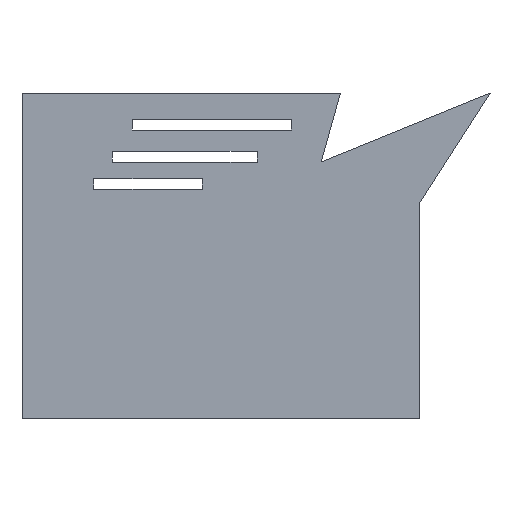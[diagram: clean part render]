
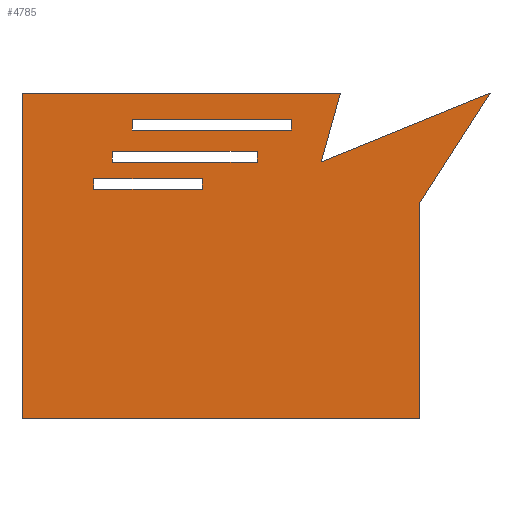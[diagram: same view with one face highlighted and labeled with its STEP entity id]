
A CAD part, left-side view. The second image highlights one B-rep face of the part: STEP entity #4785.
In plain terms, the highlighted face is planar.
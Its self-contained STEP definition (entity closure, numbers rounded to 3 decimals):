
#4457=CARTESIAN_POINT('Line Origine',(5.,-465.591,23.257)) ;
#4461=CARTESIAN_POINT('Vertex',(5.,-685.591,23.257)) ;
#4463=CARTESIAN_POINT('Vertex',(5.,-245.591,23.257)) ;
#4497=CARTESIAN_POINT('Line Origine',(5.,-258.728,-24.211)) ;
#4501=CARTESIAN_POINT('Vertex',(5.,-271.866,-71.679)) ;
#4528=CARTESIAN_POINT('Line Origine',(5.,-155.29,-24.211)) ;
#4532=CARTESIAN_POINT('Vertex',(5.,-38.713,23.257)) ;
#4559=CARTESIAN_POINT('Line Origine',(5.,-87.152,-52.266)) ;
#4563=CARTESIAN_POINT('Vertex',(5.,-135.591,-127.788)) ;
#4590=CARTESIAN_POINT('Line Origine',(5.,-135.591,-277.266)) ;
#4594=CARTESIAN_POINT('Vertex',(5.,-135.591,-426.743)) ;
#4621=CARTESIAN_POINT('Line Origine',(5.,-410.591,-426.743)) ;
#4625=CARTESIAN_POINT('Vertex',(5.,-685.591,-426.743)) ;
#4652=CARTESIAN_POINT('Line Origine',(5.,-685.591,-201.743)) ;
#4669=CARTESIAN_POINT('Axis2P3D Location',(5.,0.,0.)) ;
#4683=CARTESIAN_POINT('Line Origine',(5.,-511.331,-94.684)) ;
#4687=CARTESIAN_POINT('Vertex',(5.,-586.331,-94.684)) ;
#4689=CARTESIAN_POINT('Vertex',(5.,-436.331,-94.684)) ;
#4692=CARTESIAN_POINT('Line Origine',(5.,-436.331,-102.184)) ;
#4696=CARTESIAN_POINT('Vertex',(5.,-436.331,-109.684)) ;
#4699=CARTESIAN_POINT('Line Origine',(5.,-511.331,-109.684)) ;
#4703=CARTESIAN_POINT('Vertex',(5.,-586.331,-109.684)) ;
#4706=CARTESIAN_POINT('Line Origine',(5.,-586.331,-102.184)) ;
#4717=CARTESIAN_POINT('Line Origine',(5.,-460.593,-57.221)) ;
#4721=CARTESIAN_POINT('Vertex',(5.,-560.593,-57.221)) ;
#4723=CARTESIAN_POINT('Vertex',(5.,-360.593,-57.221)) ;
#4726=CARTESIAN_POINT('Line Origine',(5.,-360.593,-64.721)) ;
#4730=CARTESIAN_POINT('Vertex',(5.,-360.593,-72.221)) ;
#4733=CARTESIAN_POINT('Line Origine',(5.,-460.593,-72.221)) ;
#4737=CARTESIAN_POINT('Vertex',(5.,-560.593,-72.221)) ;
#4740=CARTESIAN_POINT('Line Origine',(5.,-560.593,-64.721)) ;
#4751=CARTESIAN_POINT('Line Origine',(5.,-423.326,-12.662)) ;
#4755=CARTESIAN_POINT('Vertex',(5.,-533.326,-12.662)) ;
#4757=CARTESIAN_POINT('Vertex',(5.,-313.326,-12.662)) ;
#4760=CARTESIAN_POINT('Line Origine',(5.,-313.326,-20.162)) ;
#4764=CARTESIAN_POINT('Vertex',(5.,-313.326,-27.662)) ;
#4767=CARTESIAN_POINT('Line Origine',(5.,-423.326,-27.662)) ;
#4771=CARTESIAN_POINT('Vertex',(5.,-533.326,-27.662)) ;
#4774=CARTESIAN_POINT('Line Origine',(5.,-533.326,-20.162)) ;
#4458=DIRECTION('Vector Direction',(0.,-1.,0.)) ;
#4498=DIRECTION('Vector Direction',(0.,0.267,0.964)) ;
#4529=DIRECTION('Vector Direction',(0.,-0.926,-0.377)) ;
#4560=DIRECTION('Vector Direction',(0.,0.54,0.842)) ;
#4591=DIRECTION('Vector Direction',(0.,0.,-1.)) ;
#4622=DIRECTION('Vector Direction',(0.,1.,0.)) ;
#4653=DIRECTION('Vector Direction',(0.,0.,-1.)) ;
#4670=DIRECTION('Axis2P3D Direction',(-1.,0.,0.)) ;
#4671=DIRECTION('Axis2P3D XDirection',(0.,-1.,0.)) ;
#4684=DIRECTION('Vector Direction',(0.,-1.,0.)) ;
#4693=DIRECTION('Vector Direction',(0.,0.,-1.)) ;
#4700=DIRECTION('Vector Direction',(0.,1.,0.)) ;
#4707=DIRECTION('Vector Direction',(0.,0.,1.)) ;
#4718=DIRECTION('Vector Direction',(0.,-1.,0.)) ;
#4727=DIRECTION('Vector Direction',(0.,0.,-1.)) ;
#4734=DIRECTION('Vector Direction',(0.,1.,0.)) ;
#4741=DIRECTION('Vector Direction',(0.,0.,1.)) ;
#4752=DIRECTION('Vector Direction',(0.,-1.,0.)) ;
#4761=DIRECTION('Vector Direction',(0.,0.,-1.)) ;
#4768=DIRECTION('Vector Direction',(0.,1.,0.)) ;
#4775=DIRECTION('Vector Direction',(0.,0.,1.)) ;
#4672=AXIS2_PLACEMENT_3D('Plane Axis2P3D',#4669,#4670,#4671) ;
#4675=ORIENTED_EDGE('',*,*,#4656,.F.) ;
#4676=ORIENTED_EDGE('',*,*,#4627,.F.) ;
#4677=ORIENTED_EDGE('',*,*,#4596,.F.) ;
#4678=ORIENTED_EDGE('',*,*,#4565,.F.) ;
#4679=ORIENTED_EDGE('',*,*,#4534,.F.) ;
#4680=ORIENTED_EDGE('',*,*,#4503,.F.) ;
#4681=ORIENTED_EDGE('',*,*,#4465,.F.) ;
#4712=ORIENTED_EDGE('',*,*,#4691,.T.) ;
#4713=ORIENTED_EDGE('',*,*,#4698,.T.) ;
#4714=ORIENTED_EDGE('',*,*,#4705,.T.) ;
#4715=ORIENTED_EDGE('',*,*,#4710,.T.) ;
#4746=ORIENTED_EDGE('',*,*,#4725,.T.) ;
#4747=ORIENTED_EDGE('',*,*,#4732,.T.) ;
#4748=ORIENTED_EDGE('',*,*,#4739,.T.) ;
#4749=ORIENTED_EDGE('',*,*,#4744,.T.) ;
#4780=ORIENTED_EDGE('',*,*,#4759,.T.) ;
#4781=ORIENTED_EDGE('',*,*,#4766,.T.) ;
#4782=ORIENTED_EDGE('',*,*,#4773,.T.) ;
#4783=ORIENTED_EDGE('',*,*,#4778,.T.) ;
#4716=FACE_BOUND('',#4711,.T.) ;
#4750=FACE_BOUND('',#4745,.T.) ;
#4784=FACE_BOUND('',#4779,.T.) ;
#4459=VECTOR('Line Direction',#4458,1.) ;
#4499=VECTOR('Line Direction',#4498,1.) ;
#4530=VECTOR('Line Direction',#4529,1.) ;
#4561=VECTOR('Line Direction',#4560,1.) ;
#4592=VECTOR('Line Direction',#4591,1.) ;
#4623=VECTOR('Line Direction',#4622,1.) ;
#4654=VECTOR('Line Direction',#4653,1.) ;
#4685=VECTOR('Line Direction',#4684,1.) ;
#4694=VECTOR('Line Direction',#4693,1.) ;
#4701=VECTOR('Line Direction',#4700,1.) ;
#4708=VECTOR('Line Direction',#4707,1.) ;
#4719=VECTOR('Line Direction',#4718,1.) ;
#4728=VECTOR('Line Direction',#4727,1.) ;
#4735=VECTOR('Line Direction',#4734,1.) ;
#4742=VECTOR('Line Direction',#4741,1.) ;
#4753=VECTOR('Line Direction',#4752,1.) ;
#4762=VECTOR('Line Direction',#4761,1.) ;
#4769=VECTOR('Line Direction',#4768,1.) ;
#4776=VECTOR('Line Direction',#4775,1.) ;
#4785=ADVANCED_FACE('',(#4682,#4716,#4750,#4784),#4673,.F.) ;
#4465=EDGE_CURVE('',#4462,#4464,#4460,.F.) ;
#4503=EDGE_CURVE('',#4464,#4502,#4500,.F.) ;
#4534=EDGE_CURVE('',#4502,#4533,#4531,.F.) ;
#4565=EDGE_CURVE('',#4533,#4564,#4562,.F.) ;
#4596=EDGE_CURVE('',#4564,#4595,#4593,.T.) ;
#4627=EDGE_CURVE('',#4595,#4626,#4624,.F.) ;
#4656=EDGE_CURVE('',#4626,#4462,#4655,.F.) ;
#4691=EDGE_CURVE('',#4688,#4690,#4686,.F.) ;
#4698=EDGE_CURVE('',#4690,#4697,#4695,.T.) ;
#4705=EDGE_CURVE('',#4697,#4704,#4702,.F.) ;
#4710=EDGE_CURVE('',#4704,#4688,#4709,.T.) ;
#4725=EDGE_CURVE('',#4722,#4724,#4720,.F.) ;
#4732=EDGE_CURVE('',#4724,#4731,#4729,.T.) ;
#4739=EDGE_CURVE('',#4731,#4738,#4736,.F.) ;
#4744=EDGE_CURVE('',#4738,#4722,#4743,.T.) ;
#4759=EDGE_CURVE('',#4756,#4758,#4754,.F.) ;
#4766=EDGE_CURVE('',#4758,#4765,#4763,.T.) ;
#4773=EDGE_CURVE('',#4765,#4772,#4770,.F.) ;
#4778=EDGE_CURVE('',#4772,#4756,#4777,.T.) ;
#4674=EDGE_LOOP('',(#4675,#4676,#4677,#4678,#4679,#4680,#4681)) ;
#4711=EDGE_LOOP('',(#4712,#4713,#4714,#4715)) ;
#4745=EDGE_LOOP('',(#4746,#4747,#4748,#4749)) ;
#4779=EDGE_LOOP('',(#4780,#4781,#4782,#4783)) ;
#4682=FACE_OUTER_BOUND('',#4674,.T.) ;
#4460=LINE('Line',#4457,#4459) ;
#4500=LINE('Line',#4497,#4499) ;
#4531=LINE('Line',#4528,#4530) ;
#4562=LINE('Line',#4559,#4561) ;
#4593=LINE('Line',#4590,#4592) ;
#4624=LINE('Line',#4621,#4623) ;
#4655=LINE('Line',#4652,#4654) ;
#4686=LINE('Line',#4683,#4685) ;
#4695=LINE('Line',#4692,#4694) ;
#4702=LINE('Line',#4699,#4701) ;
#4709=LINE('Line',#4706,#4708) ;
#4720=LINE('Line',#4717,#4719) ;
#4729=LINE('Line',#4726,#4728) ;
#4736=LINE('Line',#4733,#4735) ;
#4743=LINE('Line',#4740,#4742) ;
#4754=LINE('Line',#4751,#4753) ;
#4763=LINE('Line',#4760,#4762) ;
#4770=LINE('Line',#4767,#4769) ;
#4777=LINE('Line',#4774,#4776) ;
#4673=PLANE('Plane',#4672) ;
#4462=VERTEX_POINT('',#4461) ;
#4464=VERTEX_POINT('',#4463) ;
#4502=VERTEX_POINT('',#4501) ;
#4533=VERTEX_POINT('',#4532) ;
#4564=VERTEX_POINT('',#4563) ;
#4595=VERTEX_POINT('',#4594) ;
#4626=VERTEX_POINT('',#4625) ;
#4688=VERTEX_POINT('',#4687) ;
#4690=VERTEX_POINT('',#4689) ;
#4697=VERTEX_POINT('',#4696) ;
#4704=VERTEX_POINT('',#4703) ;
#4722=VERTEX_POINT('',#4721) ;
#4724=VERTEX_POINT('',#4723) ;
#4731=VERTEX_POINT('',#4730) ;
#4738=VERTEX_POINT('',#4737) ;
#4756=VERTEX_POINT('',#4755) ;
#4758=VERTEX_POINT('',#4757) ;
#4765=VERTEX_POINT('',#4764) ;
#4772=VERTEX_POINT('',#4771) ;
